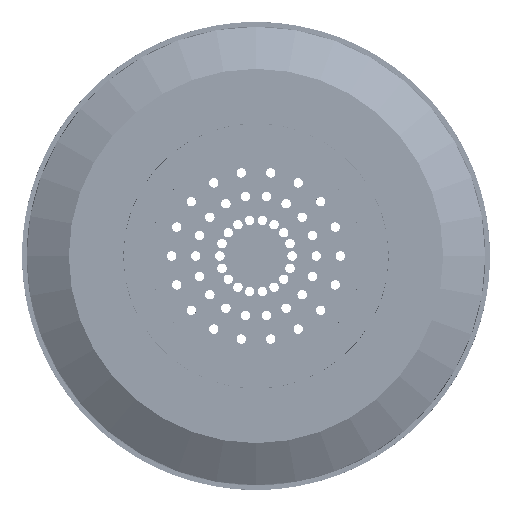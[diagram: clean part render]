
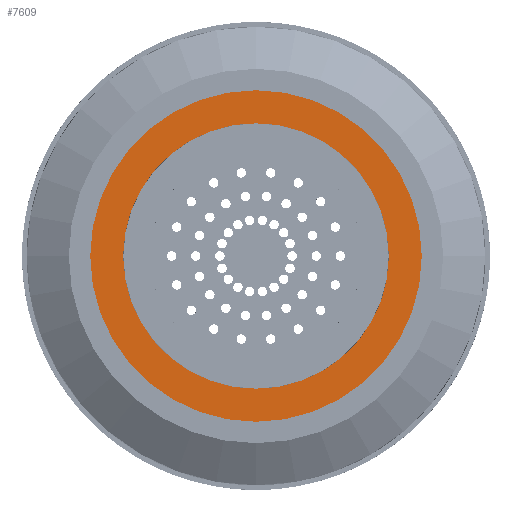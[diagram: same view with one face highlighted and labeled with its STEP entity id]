
A CAD part, left-side view. The second image highlights one B-rep face of the part: STEP entity #7609.
In plain terms, the highlighted planar face has unit normal (-1, 0, 0).
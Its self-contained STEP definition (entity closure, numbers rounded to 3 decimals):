
#7609=ADVANCED_FACE('',(#15732,#15733),#15734,.T.);
#15732=FACE_OUTER_BOUND('',#24106,.T.);
#15733=FACE_BOUND('',#24107,.T.);
#15734=PLANE('',#24108);
#24106=EDGE_LOOP('',(#48884,#48885));
#24107=EDGE_LOOP('',(#48886,#48887));
#24108=AXIS2_PLACEMENT_3D('',#48888,#48889,#48890);
#48884=ORIENTED_EDGE('',*,*,#50762,.T.);
#48885=ORIENTED_EDGE('',*,*,#60341,.T.);
#48886=ORIENTED_EDGE('',*,*,#59784,.F.);
#48887=ORIENTED_EDGE('',*,*,#52615,.F.);
#48888=CARTESIAN_POINT('',(-109.535,0.0,0.0));
#48889=DIRECTION('',(-1.0,0.0,0.0));
#48890=DIRECTION('',(0.0,0.0,1.0));
#50762=EDGE_CURVE('',#61221,#61225,#61227,.T.);
#52615=EDGE_CURVE('',#64563,#64566,#64567,.T.);
#59784=EDGE_CURVE('',#64566,#64563,#74340,.T.);
#60341=EDGE_CURVE('',#61225,#61221,#75032,.T.);
#61221=VERTEX_POINT('',#76154);
#61225=VERTEX_POINT('',#76159);
#61227=CIRCLE('',#76162,66.24);
#64563=VERTEX_POINT('',#91721);
#64566=VERTEX_POINT('',#91725);
#64567=CIRCLE('',#91726,53.0);
#74340=CIRCLE('',#113523,53.0);
#75032=CIRCLE('',#118805,66.24);
#76154=CARTESIAN_POINT('',(-109.535,0.0,66.24));
#76159=CARTESIAN_POINT('',(-109.535,0.,-66.24));
#76162=AXIS2_PLACEMENT_3D('',#120052,#120053,#120054);
#91721=CARTESIAN_POINT('',(-109.535,0.,53.0));
#91725=CARTESIAN_POINT('',(-109.535,0.,-53.0));
#91726=AXIS2_PLACEMENT_3D('',#122349,#122350,#122351);
#113523=AXIS2_PLACEMENT_3D('',#131898,#131899,#131900);
#118805=AXIS2_PLACEMENT_3D('',#131901,#131902,#131903);
#120052=CARTESIAN_POINT('',(-109.535,0.0,0.0));
#120053=DIRECTION('',(-1.0,0.0,0.0));
#120054=DIRECTION('',(0.0,0.0,1.0));
#122349=CARTESIAN_POINT('',(-109.535,0.0,0.0));
#122350=DIRECTION('',(-1.0,0.0,0.0));
#122351=DIRECTION('',(0.0,0.0,1.0));
#131898=CARTESIAN_POINT('',(-109.535,0.0,0.0));
#131899=DIRECTION('',(-1.0,0.0,0.0));
#131900=DIRECTION('',(0.0,0.0,1.0));
#131901=CARTESIAN_POINT('',(-109.535,0.0,0.0));
#131902=DIRECTION('',(-1.0,0.0,0.0));
#131903=DIRECTION('',(0.0,0.0,1.0));
